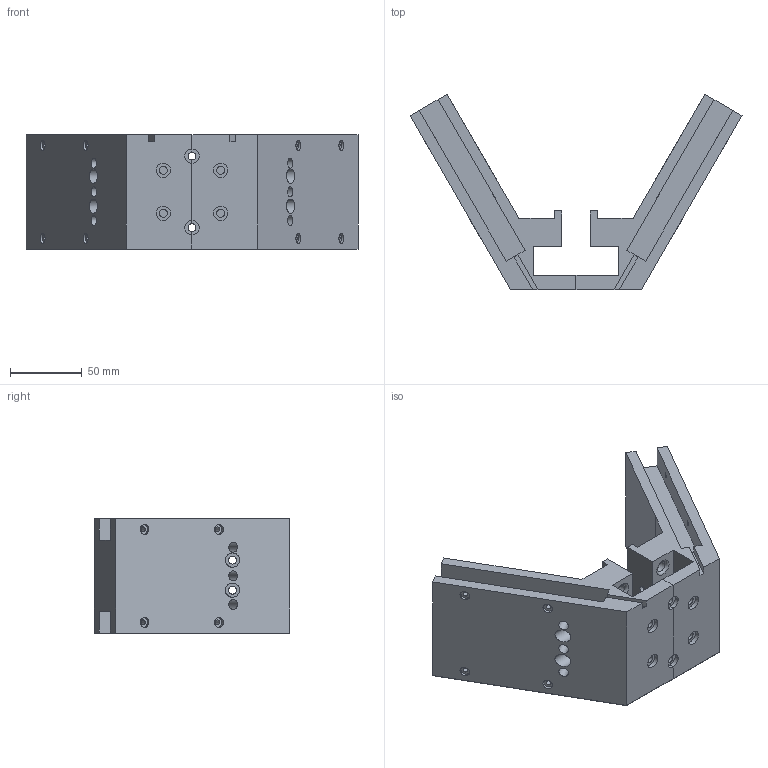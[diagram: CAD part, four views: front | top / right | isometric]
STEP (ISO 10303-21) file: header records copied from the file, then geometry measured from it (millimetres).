
FILE_DESCRIPTION(('FreeCAD Model'),'2;1');
FILE_NAME('Open CASCADE Shape Model','2021-12-19T11:37:34',('Author'),( ''),'Open CASCADE STEP processor 7.5','FreeCAD','Unknown');
FILE_SCHEMA(('AUTOMOTIVE_DESIGN { 1 0 10303 214 1 1 1 1 }'));
Length unit declared in the file: millimetre
Products named in the file (1): Mirrored007
Bounding box: 231.96 x 136.6 x 80.2 mm (x, y, z)
Volume: 655277.5 mm3; surface area: 127061.1 mm2
Topology: 1 solids, 1 shells, 165 faces, 391 edges, 244 vertices
Faces by surface type: plane 99, cylinder 58, torus 5, bspline 3
Full cylindrical faces by diameter (mm): 3.4 x14, 5.5 x8, 7 x14, 8 x2, 10 x8
Entity records: 10291 total; most frequent: CARTESIAN_POINT 2212, DIRECTION 1528, LINE 870, VECTOR 870, ORIENTED_EDGE 782, PCURVE 782, DEFINITIONAL_REPRESENTATION 782, EDGE_CURVE 391
